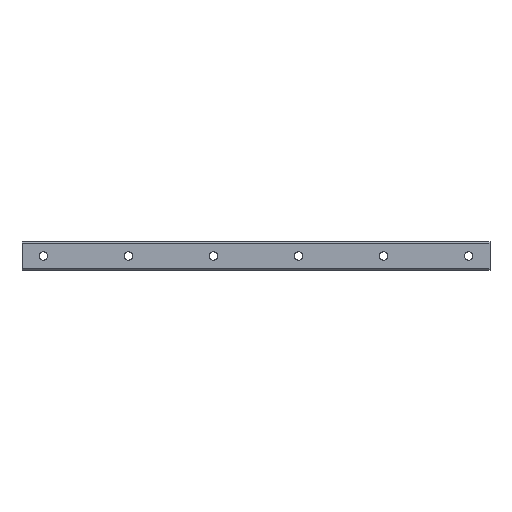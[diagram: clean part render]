
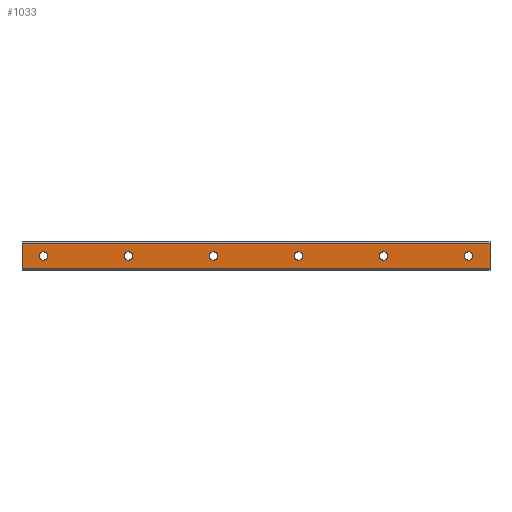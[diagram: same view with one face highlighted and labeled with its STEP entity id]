
A CAD part, front view. The second image highlights one B-rep face of the part: STEP entity #1033.
In plain terms, the highlighted planar face has unit normal (0, -1, 0).
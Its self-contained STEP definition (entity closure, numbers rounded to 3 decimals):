
#35 = VECTOR ( 'NONE', #1565, 1000. ) ;
#36 = AXIS2_PLACEMENT_3D ( 'NONE', #1387, #87, #201 ) ;
#41 = CARTESIAN_POINT ( 'NONE',  ( -15., 0., -8.82 ) ) ;
#87 = DIRECTION ( 'NONE',  ( 0., -1., 0. ) ) ;
#105 = CARTESIAN_POINT ( 'NONE',  ( 315., 0., 8.82 ) ) ;
#125 = ORIENTED_EDGE ( 'NONE', *, *, #162, .F. ) ;
#144 = ORIENTED_EDGE ( 'NONE', *, *, #1649, .F. ) ;
#162 = EDGE_CURVE ( 'NONE', #259, #632, #1149, .T. ) ;
#163 = EDGE_LOOP ( 'NONE', ( #1748, #125 ) ) ;
#165 = DIRECTION ( 'NONE',  ( 0., 1., 0. ) ) ;
#167 = ORIENTED_EDGE ( 'NONE', *, *, #1218, .F. ) ;
#186 = CIRCLE ( 'NONE', #457, 3. ) ;
#200 = VERTEX_POINT ( 'NONE', #1650 ) ;
#201 = DIRECTION ( 'NONE',  ( 0., 0., 1. ) ) ;
#215 = AXIS2_PLACEMENT_3D ( 'NONE', #850, #839, #1160 ) ;
#227 = EDGE_CURVE ( 'NONE', #1275, #353, #1063, .T. ) ;
#229 = CARTESIAN_POINT ( 'NONE',  ( 300., 0., 0. ) ) ;
#238 = CIRCLE ( 'NONE', #395, 3. ) ;
#244 = EDGE_CURVE ( 'NONE', #890, #880, #1395, .T. ) ;
#257 = FACE_BOUND ( 'NONE', #163, .T. ) ;
#259 = VERTEX_POINT ( 'NONE', #1507 ) ;
#272 = AXIS2_PLACEMENT_3D ( 'NONE', #391, #403, #1109 ) ;
#281 = FACE_BOUND ( 'NONE', #665, .T. ) ;
#300 = DIRECTION ( 'NONE',  ( 0., 0., 1. ) ) ;
#309 = DIRECTION ( 'NONE',  ( 0., -1., 0. ) ) ;
#333 = AXIS2_PLACEMENT_3D ( 'NONE', #229, #1103, #1376 ) ;
#335 = CARTESIAN_POINT ( 'NONE',  ( 60., 0., 0. ) ) ;
#346 = DIRECTION ( 'NONE',  ( 0., 0., 1. ) ) ;
#353 = VERTEX_POINT ( 'NONE', #105 ) ;
#391 = CARTESIAN_POINT ( 'NONE',  ( 300., 0., 0. ) ) ;
#395 = AXIS2_PLACEMENT_3D ( 'NONE', #627, #309, #1619 ) ;
#399 = CARTESIAN_POINT ( 'NONE',  ( 240., 0., -3. ) ) ;
#403 = DIRECTION ( 'NONE',  ( 0., -1., 0. ) ) ;
#425 = VECTOR ( 'NONE', #1322, 1000. ) ;
#437 = PLANE ( 'NONE',  #1306 ) ;
#457 = AXIS2_PLACEMENT_3D ( 'NONE', #657, #1229, #667 ) ;
#505 = ORIENTED_EDGE ( 'NONE', *, *, #227, .F. ) ;
#579 = EDGE_CURVE ( 'NONE', #1447, #1866, #1845, .T. ) ;
#587 = ORIENTED_EDGE ( 'NONE', *, *, #244, .F. ) ;
#607 = VERTEX_POINT ( 'NONE', #1562 ) ;
#613 = EDGE_CURVE ( 'NONE', #855, #200, #1091, .T. ) ;
#627 = CARTESIAN_POINT ( 'NONE',  ( 0., 0., 0. ) ) ;
#632 = VERTEX_POINT ( 'NONE', #1121 ) ;
#657 = CARTESIAN_POINT ( 'NONE',  ( 180., 0., 0. ) ) ;
#664 = VECTOR ( 'NONE', #1631, 1000. ) ;
#665 = EDGE_LOOP ( 'NONE', ( #788, #1208 ) ) ;
#667 = DIRECTION ( 'NONE',  ( 0., 0., 1. ) ) ;
#669 = CARTESIAN_POINT ( 'NONE',  ( 240., 0., 0. ) ) ;
#676 = LINE ( 'NONE', #790, #1844 ) ;
#702 = CARTESIAN_POINT ( 'NONE',  ( 180., 0., 3. ) ) ;
#706 = DIRECTION ( 'NONE',  ( 0., -1., 0. ) ) ;
#725 = AXIS2_PLACEMENT_3D ( 'NONE', #844, #706, #874 ) ;
#737 = CARTESIAN_POINT ( 'NONE',  ( 315., 0., 8.82 ) ) ;
#758 = ORIENTED_EDGE ( 'NONE', *, *, #1259, .F. ) ;
#775 = DIRECTION ( 'NONE',  ( 0., 0., 1. ) ) ;
#788 = ORIENTED_EDGE ( 'NONE', *, *, #1200, .F. ) ;
#790 = CARTESIAN_POINT ( 'NONE',  ( 315., 0., -8.82 ) ) ;
#829 = CARTESIAN_POINT ( 'NONE',  ( 0., 0., 3. ) ) ;
#839 = DIRECTION ( 'NONE',  ( 0., -1., 0. ) ) ;
#844 = CARTESIAN_POINT ( 'NONE',  ( 120., 0., 0. ) ) ;
#850 = CARTESIAN_POINT ( 'NONE',  ( 60., 0., 0. ) ) ;
#855 = VERTEX_POINT ( 'NONE', #1402 ) ;
#862 = VERTEX_POINT ( 'NONE', #1393 ) ;
#867 = FACE_BOUND ( 'NONE', #1775, .T. ) ;
#872 = EDGE_LOOP ( 'NONE', ( #144, #758 ) ) ;
#874 = DIRECTION ( 'NONE',  ( 0., 0., 1. ) ) ;
#880 = VERTEX_POINT ( 'NONE', #958 ) ;
#886 = CARTESIAN_POINT ( 'NONE',  ( 315., 0., -8.82 ) ) ;
#888 = ORIENTED_EDGE ( 'NONE', *, *, #1430, .F. ) ;
#890 = VERTEX_POINT ( 'NONE', #967 ) ;
#892 = DIRECTION ( 'NONE',  ( 0., -1., 0. ) ) ;
#940 = VERTEX_POINT ( 'NONE', #399 ) ;
#951 = ORIENTED_EDGE ( 'NONE', *, *, #1583, .F. ) ;
#958 = CARTESIAN_POINT ( 'NONE',  ( 60., 0., -3. ) ) ;
#967 = CARTESIAN_POINT ( 'NONE',  ( 60., 0., 3. ) ) ;
#982 = LINE ( 'NONE', #1867, #35 ) ;
#986 = ORIENTED_EDGE ( 'NONE', *, *, #1681, .F. ) ;
#992 = ORIENTED_EDGE ( 'NONE', *, *, #1848, .F. ) ;
#1006 = EDGE_CURVE ( 'NONE', #1108, #1275, #1462, .T. ) ;
#1029 = FACE_BOUND ( 'NONE', #1585, .T. ) ;
#1031 = CIRCLE ( 'NONE', #215, 3. ) ;
#1033 = ADVANCED_FACE ( 'NONE', ( #1431, #1029, #281, #1598, #1860, #257, #867 ), #437, .F. ) ;
#1056 = AXIS2_PLACEMENT_3D ( 'NONE', #1817, #1096, #1548 ) ;
#1062 = CIRCLE ( 'NONE', #1457, 3. ) ;
#1063 = LINE ( 'NONE', #1774, #664 ) ;
#1091 = CIRCLE ( 'NONE', #272, 3. ) ;
#1096 = DIRECTION ( 'NONE',  ( 0., -1., 0. ) ) ;
#1103 = DIRECTION ( 'NONE',  ( 0., -1., 0. ) ) ;
#1108 = VERTEX_POINT ( 'NONE', #41 ) ;
#1109 = DIRECTION ( 'NONE',  ( 0., 0., 1. ) ) ;
#1121 = CARTESIAN_POINT ( 'NONE',  ( 120., 0., 3. ) ) ;
#1149 = CIRCLE ( 'NONE', #1244, 3. ) ;
#1160 = DIRECTION ( 'NONE',  ( 0., 0., 1. ) ) ;
#1161 = ORIENTED_EDGE ( 'NONE', *, *, #1519, .F. ) ;
#1200 = EDGE_CURVE ( 'NONE', #200, #855, #1514, .T. ) ;
#1208 = ORIENTED_EDGE ( 'NONE', *, *, #613, .F. ) ;
#1218 = EDGE_CURVE ( 'NONE', #940, #862, #1273, .T. ) ;
#1229 = DIRECTION ( 'NONE',  ( 0., -1., 0. ) ) ;
#1237 = DIRECTION ( 'NONE',  ( -1., 0., 0. ) ) ;
#1238 = DIRECTION ( 'NONE',  ( 0., 0., 1. ) ) ;
#1244 = AXIS2_PLACEMENT_3D ( 'NONE', #1286, #1324, #1854 ) ;
#1259 = EDGE_CURVE ( 'NONE', #607, #1852, #1753, .T. ) ;
#1260 = CARTESIAN_POINT ( 'NONE',  ( -15., 0., 8.82 ) ) ;
#1273 = CIRCLE ( 'NONE', #1453, 3. ) ;
#1275 = VERTEX_POINT ( 'NONE', #1260 ) ;
#1286 = CARTESIAN_POINT ( 'NONE',  ( 120., 0., 0. ) ) ;
#1306 = AXIS2_PLACEMENT_3D ( 'NONE', #737, #165, #300 ) ;
#1320 = CARTESIAN_POINT ( 'NONE',  ( 0., 0., -3. ) ) ;
#1322 = DIRECTION ( 'NONE',  ( 0., 0., 1. ) ) ;
#1324 = DIRECTION ( 'NONE',  ( 0., -1., 0. ) ) ;
#1355 = EDGE_CURVE ( 'NONE', #632, #259, #1422, .T. ) ;
#1363 = ORIENTED_EDGE ( 'NONE', *, *, #1006, .F. ) ;
#1376 = DIRECTION ( 'NONE',  ( 0., 0., 1. ) ) ;
#1383 = DIRECTION ( 'NONE',  ( 0., -1., 0. ) ) ;
#1387 = CARTESIAN_POINT ( 'NONE',  ( 0., 0., 0. ) ) ;
#1393 = CARTESIAN_POINT ( 'NONE',  ( 240., 0., 3. ) ) ;
#1395 = CIRCLE ( 'NONE', #1749, 3. ) ;
#1402 = CARTESIAN_POINT ( 'NONE',  ( 300., 0., -3. ) ) ;
#1422 = CIRCLE ( 'NONE', #725, 3. ) ;
#1430 = EDGE_CURVE ( 'NONE', #353, #1552, #982, .T. ) ;
#1431 = FACE_OUTER_BOUND ( 'NONE', #1607, .T. ) ;
#1447 = VERTEX_POINT ( 'NONE', #1320 ) ;
#1453 = AXIS2_PLACEMENT_3D ( 'NONE', #669, #1383, #1238 ) ;
#1457 = AXIS2_PLACEMENT_3D ( 'NONE', #1645, #892, #346 ) ;
#1459 = ORIENTED_EDGE ( 'NONE', *, *, #579, .F. ) ;
#1462 = LINE ( 'NONE', #1578, #425 ) ;
#1492 = DIRECTION ( 'NONE',  ( 0., -1., 0. ) ) ;
#1507 = CARTESIAN_POINT ( 'NONE',  ( 120., 0., -3. ) ) ;
#1514 = CIRCLE ( 'NONE', #333, 3. ) ;
#1519 = EDGE_CURVE ( 'NONE', #1866, #1447, #238, .T. ) ;
#1548 = DIRECTION ( 'NONE',  ( 0., 0., 1. ) ) ;
#1552 = VERTEX_POINT ( 'NONE', #886 ) ;
#1562 = CARTESIAN_POINT ( 'NONE',  ( 180., 0., -3. ) ) ;
#1565 = DIRECTION ( 'NONE',  ( 0., 0., -1. ) ) ;
#1578 = CARTESIAN_POINT ( 'NONE',  ( -15., 0., 8.82 ) ) ;
#1583 = EDGE_CURVE ( 'NONE', #862, #940, #1062, .T. ) ;
#1585 = EDGE_LOOP ( 'NONE', ( #1161, #1459 ) ) ;
#1589 = EDGE_LOOP ( 'NONE', ( #951, #167 ) ) ;
#1598 = FACE_BOUND ( 'NONE', #1589, .T. ) ;
#1607 = EDGE_LOOP ( 'NONE', ( #986, #888, #505, #1363 ) ) ;
#1619 = DIRECTION ( 'NONE',  ( 0., 0., 1. ) ) ;
#1631 = DIRECTION ( 'NONE',  ( 1., 0., 0. ) ) ;
#1645 = CARTESIAN_POINT ( 'NONE',  ( 240., 0., 0. ) ) ;
#1649 = EDGE_CURVE ( 'NONE', #1852, #607, #186, .T. ) ;
#1650 = CARTESIAN_POINT ( 'NONE',  ( 300., 0., 3. ) ) ;
#1681 = EDGE_CURVE ( 'NONE', #1552, #1108, #676, .T. ) ;
#1748 = ORIENTED_EDGE ( 'NONE', *, *, #1355, .F. ) ;
#1749 = AXIS2_PLACEMENT_3D ( 'NONE', #335, #1492, #775 ) ;
#1753 = CIRCLE ( 'NONE', #1056, 3. ) ;
#1774 = CARTESIAN_POINT ( 'NONE',  ( 315., 0., 8.82 ) ) ;
#1775 = EDGE_LOOP ( 'NONE', ( #587, #992 ) ) ;
#1817 = CARTESIAN_POINT ( 'NONE',  ( 180., 0., 0. ) ) ;
#1844 = VECTOR ( 'NONE', #1237, 1000. ) ;
#1845 = CIRCLE ( 'NONE', #36, 3. ) ;
#1848 = EDGE_CURVE ( 'NONE', #880, #890, #1031, .T. ) ;
#1852 = VERTEX_POINT ( 'NONE', #702 ) ;
#1854 = DIRECTION ( 'NONE',  ( 0., 0., 1. ) ) ;
#1860 = FACE_BOUND ( 'NONE', #872, .T. ) ;
#1866 = VERTEX_POINT ( 'NONE', #829 ) ;
#1867 = CARTESIAN_POINT ( 'NONE',  ( 315., 0., 8.82 ) ) ;
